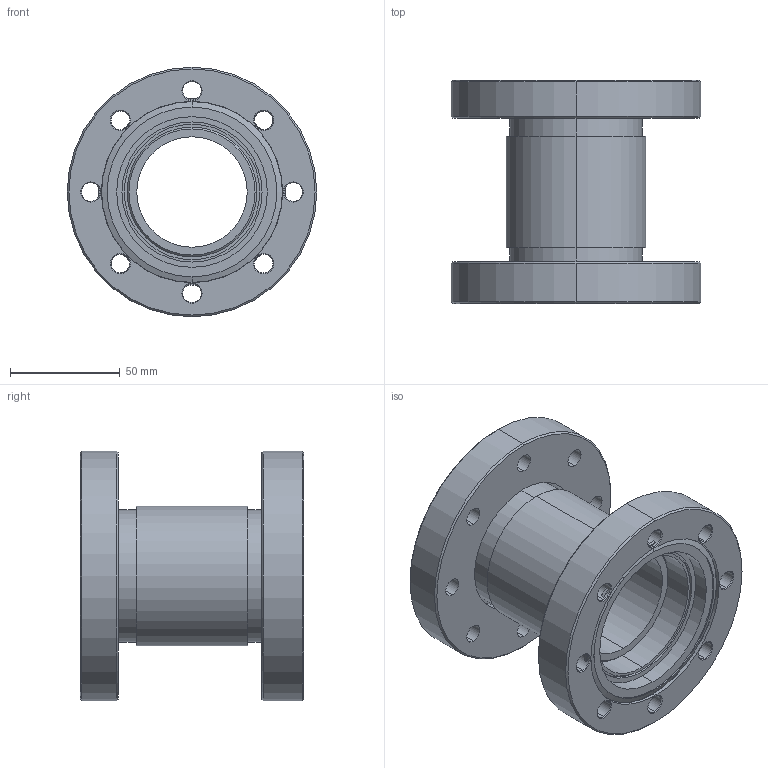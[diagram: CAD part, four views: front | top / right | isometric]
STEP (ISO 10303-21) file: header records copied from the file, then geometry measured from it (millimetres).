
FILE_DESCRIPTION (( 'STEP AP214' ), '1' );
FILE_NAME ('271-CB30K-51-C63.STEP', '2014-02-11T08:16:34', ( 'allectra' ), ( 'Microsoft' ), 'SwSTEP 2.0', 'SolidWorks 2013', '' );
FILE_SCHEMA (( 'AUTOMOTIVE_DESIGN' ));
Length unit declared in the file: millimetre
Products named in the file (1): 271-CB30K-51-C63
Bounding box: 113.54 x 101.65 x 113.54 mm (x, y, z)
Volume: 294294 mm3; surface area: 92427.2 mm2
Topology: 1 solids, 2 shells, 179 faces, 411 edges, 260 vertices
Faces by surface type: cylinder 87, cone 54, plane 38
Entity records: 5253 total; most frequent: DIRECTION 1031, CARTESIAN_POINT 851, ORIENTED_EDGE 822, AXIS2_PLACEMENT_3D 440, EDGE_CURVE 411, CIRCLE 260, VERTEX_POINT 260, EDGE_LOOP 239
